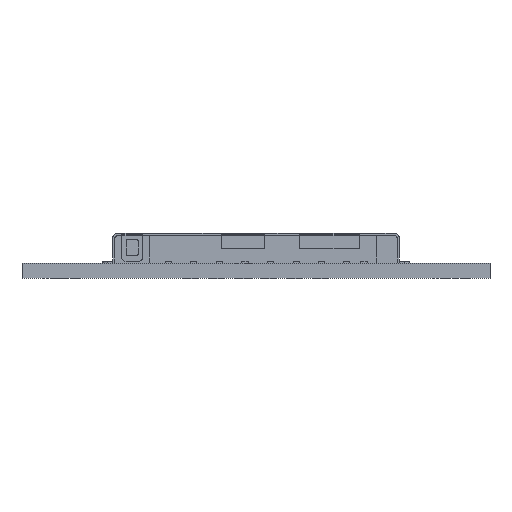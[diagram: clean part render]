
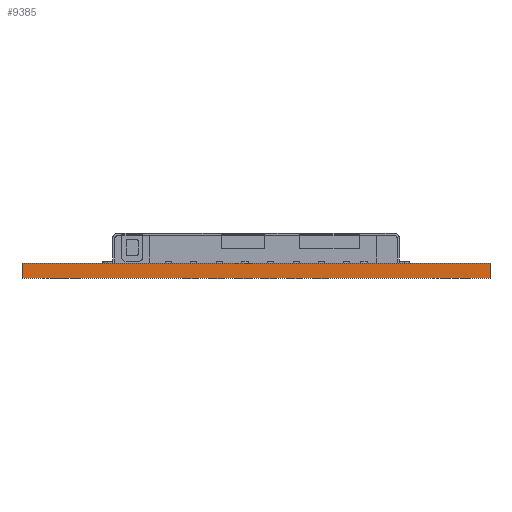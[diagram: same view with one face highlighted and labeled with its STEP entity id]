
A CAD part, left-side view. The second image highlights one B-rep face of the part: STEP entity #9385.
In plain terms, the highlighted planar face has unit normal (-1, 0, 0).
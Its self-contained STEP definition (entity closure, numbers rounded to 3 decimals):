
#233 = VECTOR ( 'NONE', #3164, 1000. ) ;
#997 = FACE_OUTER_BOUND ( 'NONE', #4324, .T. ) ;
#1617 = CARTESIAN_POINT ( 'NONE',  ( -22.86, -22.86, 0.75 ) ) ;
#1705 = DIRECTION ( 'NONE',  ( 0., 0., 1. ) ) ;
#2578 = VECTOR ( 'NONE', #5869, 1000. ) ;
#2670 = EDGE_CURVE ( 'NONE', #2686, #7292, #9763, .T. ) ;
#2686 = VERTEX_POINT ( 'NONE', #11447 ) ;
#3072 = CARTESIAN_POINT ( 'NONE',  ( -22.86, 0., -0.75 ) ) ;
#3164 = DIRECTION ( 'NONE',  ( 0., -1., 0. ) ) ;
#3279 = LINE ( 'NONE', #9581, #2578 ) ;
#4293 = EDGE_CURVE ( 'NONE', #9913, #6956, #3279, .T. ) ;
#4324 = EDGE_LOOP ( 'NONE', ( #6063, #6551, #6198, #10522 ) ) ;
#4834 = CARTESIAN_POINT ( 'NONE',  ( -22.86, 22.86, -0.75 ) ) ;
#5253 = EDGE_CURVE ( 'NONE', #6956, #7292, #8784, .T. ) ;
#5496 = DIRECTION ( 'NONE',  ( 0., 1., 0. ) ) ;
#5869 = DIRECTION ( 'NONE',  ( 0., 0., 1. ) ) ;
#6063 = ORIENTED_EDGE ( 'NONE', *, *, #5253, .T. ) ;
#6198 = ORIENTED_EDGE ( 'NONE', *, *, #7612, .T. ) ;
#6551 = ORIENTED_EDGE ( 'NONE', *, *, #2670, .F. ) ;
#6607 = LINE ( 'NONE', #4834, #233 ) ;
#6956 = VERTEX_POINT ( 'NONE', #1617 ) ;
#7292 = VERTEX_POINT ( 'NONE', #9374 ) ;
#7612 = EDGE_CURVE ( 'NONE', #2686, #9913, #6607, .T. ) ;
#7905 = CARTESIAN_POINT ( 'NONE',  ( -22.86, 22.86, 0.75 ) ) ;
#8118 = VECTOR ( 'NONE', #11475, 1000. ) ;
#8747 = PLANE ( 'NONE',  #9074 ) ;
#8784 = LINE ( 'NONE', #7905, #8118 ) ;
#9074 = AXIS2_PLACEMENT_3D ( 'NONE', #3072, #9271, #5496 ) ;
#9271 = DIRECTION ( 'NONE',  ( -1., 0., 0. ) ) ;
#9374 = CARTESIAN_POINT ( 'NONE',  ( -22.86, 22.86, 0.75 ) ) ;
#9385 = ADVANCED_FACE ( 'NONE', ( #997 ), #8747, .T. ) ;
#9581 = CARTESIAN_POINT ( 'NONE',  ( -22.86, -22.86, -0.75 ) ) ;
#9589 = CARTESIAN_POINT ( 'NONE',  ( -22.86, 22.86, -0.75 ) ) ;
#9763 = LINE ( 'NONE', #9589, #10315 ) ;
#9913 = VERTEX_POINT ( 'NONE', #9950 ) ;
#9950 = CARTESIAN_POINT ( 'NONE',  ( -22.86, -22.86, -0.75 ) ) ;
#10315 = VECTOR ( 'NONE', #1705, 1000. ) ;
#10522 = ORIENTED_EDGE ( 'NONE', *, *, #4293, .T. ) ;
#11447 = CARTESIAN_POINT ( 'NONE',  ( -22.86, 22.86, -0.75 ) ) ;
#11475 = DIRECTION ( 'NONE',  ( 0., 1., 0. ) ) ;
